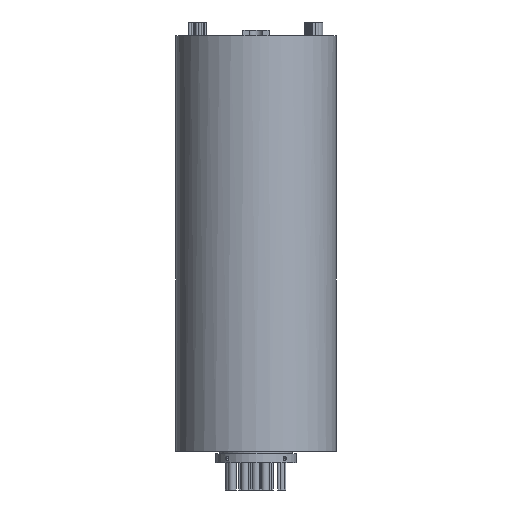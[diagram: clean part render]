
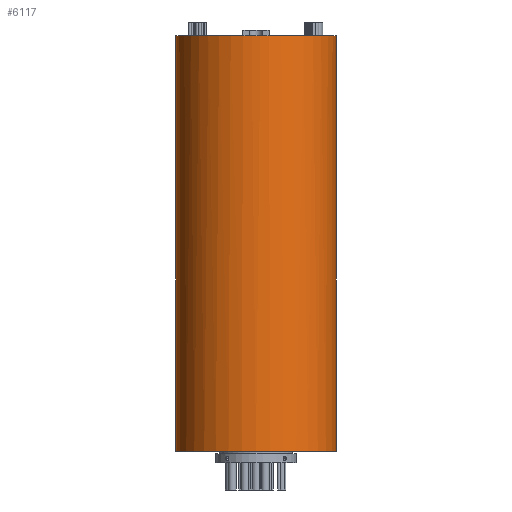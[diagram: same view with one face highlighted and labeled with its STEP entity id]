
A CAD part, front view. The second image highlights one B-rep face of the part: STEP entity #6117.
In plain terms, the highlighted cylindrical face has radius 59.5 mm (diameter 119 mm), a partial arc.
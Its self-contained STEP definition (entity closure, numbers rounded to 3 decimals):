
#291 = CARTESIAN_POINT ( 'NONE',  ( -59.5, 0., 316.2 ) ) ;
#303 = EDGE_CURVE ( 'NONE', #7456, #10006, #10993, .T. ) ;
#441 = DIRECTION ( 'NONE',  ( 0., 0., 1. ) ) ;
#1033 = VERTEX_POINT ( 'NONE', #10288 ) ;
#1109 = CARTESIAN_POINT ( 'NONE',  ( 0., 0., 316.2 ) ) ;
#1112 = CARTESIAN_POINT ( 'NONE',  ( -59.5, 0., 316.2 ) ) ;
#1141 = CYLINDRICAL_SURFACE ( 'NONE', #5697, 59.5 ) ;
#1255 = ORIENTED_EDGE ( 'NONE', *, *, #11443, .F. ) ;
#1685 = CARTESIAN_POINT ( 'NONE',  ( -59.5, 0., 8.6 ) ) ;
#2014 = LINE ( 'NONE', #10558, #7006 ) ;
#2119 = DIRECTION ( 'NONE',  ( 1., 0., 0. ) ) ;
#2962 = DIRECTION ( 'NONE',  ( -1., 0., 0. ) ) ;
#3076 = DIRECTION ( 'NONE',  ( 0., 0., 1. ) ) ;
#3214 = CIRCLE ( 'NONE', #8995, 59.5 ) ;
#3671 = CARTESIAN_POINT ( 'NONE',  ( 59.5, 0., 8.6 ) ) ;
#3911 = CARTESIAN_POINT ( 'NONE',  ( 0., 0., 8.6 ) ) ;
#4010 = CIRCLE ( 'NONE', #9083, 59.5 ) ;
#4418 = EDGE_CURVE ( 'NONE', #12453, #1033, #3214, .T. ) ;
#4906 = DIRECTION ( 'NONE',  ( 1., 0., 0. ) ) ;
#5697 = AXIS2_PLACEMENT_3D ( 'NONE', #10936, #6930, #2962 ) ;
#5771 = EDGE_LOOP ( 'NONE', ( #8773, #1255, #12570, #8654, #7031, #11960 ) ) ;
#6117 = ADVANCED_FACE ( 'NONE', ( #6455 ), #1141, .T. ) ;
#6337 = AXIS2_PLACEMENT_3D ( 'NONE', #6411, #441, #7420 ) ;
#6411 = CARTESIAN_POINT ( 'NONE',  ( 0., 0., 316.2 ) ) ;
#6455 = FACE_OUTER_BOUND ( 'NONE', #5771, .T. ) ;
#6930 = DIRECTION ( 'NONE',  ( 0., 0., -1. ) ) ;
#7006 = VECTOR ( 'NONE', #11545, 1000. ) ;
#7031 = ORIENTED_EDGE ( 'NONE', *, *, #303, .T. ) ;
#7420 = DIRECTION ( 'NONE',  ( 1., 0., 0. ) ) ;
#7456 = VERTEX_POINT ( 'NONE', #291 ) ;
#7723 = CARTESIAN_POINT ( 'NONE',  ( -9.75, -58.696, 316.2 ) ) ;
#7729 = AXIS2_PLACEMENT_3D ( 'NONE', #3911, #10883, #4906 ) ;
#7825 = EDGE_CURVE ( 'NONE', #10006, #8550, #8581, .T. ) ;
#7988 = CIRCLE ( 'NONE', #6337, 59.5 ) ;
#8010 = DIRECTION ( 'NONE',  ( 0., 0., -1. ) ) ;
#8098 = DIRECTION ( 'NONE',  ( 0., 0., 1. ) ) ;
#8341 = VECTOR ( 'NONE', #8010, 1000. ) ;
#8483 = EDGE_CURVE ( 'NONE', #9043, #8550, #2014, .T. ) ;
#8550 = VERTEX_POINT ( 'NONE', #3671 ) ;
#8581 = CIRCLE ( 'NONE', #7729, 59.5 ) ;
#8654 = ORIENTED_EDGE ( 'NONE', *, *, #12650, .F. ) ;
#8773 = ORIENTED_EDGE ( 'NONE', *, *, #8483, .F. ) ;
#8995 = AXIS2_PLACEMENT_3D ( 'NONE', #9026, #3076, #10035 ) ;
#9026 = CARTESIAN_POINT ( 'NONE',  ( 0., 0., 316.2 ) ) ;
#9043 = VERTEX_POINT ( 'NONE', #9570 ) ;
#9083 = AXIS2_PLACEMENT_3D ( 'NONE', #1109, #8098, #2119 ) ;
#9570 = CARTESIAN_POINT ( 'NONE',  ( 59.5, 0., 316.2 ) ) ;
#10006 = VERTEX_POINT ( 'NONE', #1685 ) ;
#10035 = DIRECTION ( 'NONE',  ( 1., 0., 0. ) ) ;
#10288 = CARTESIAN_POINT ( 'NONE',  ( 9.75, -58.696, 316.2 ) ) ;
#10558 = CARTESIAN_POINT ( 'NONE',  ( 59.5, 0., 316.2 ) ) ;
#10883 = DIRECTION ( 'NONE',  ( 0., 0., 1. ) ) ;
#10936 = CARTESIAN_POINT ( 'NONE',  ( 0., 0., 316.2 ) ) ;
#10993 = LINE ( 'NONE', #1112, #8341 ) ;
#11443 = EDGE_CURVE ( 'NONE', #1033, #9043, #7988, .T. ) ;
#11545 = DIRECTION ( 'NONE',  ( 0., 0., -1. ) ) ;
#11960 = ORIENTED_EDGE ( 'NONE', *, *, #7825, .T. ) ;
#12453 = VERTEX_POINT ( 'NONE', #7723 ) ;
#12570 = ORIENTED_EDGE ( 'NONE', *, *, #4418, .F. ) ;
#12650 = EDGE_CURVE ( 'NONE', #7456, #12453, #4010, .T. ) ;
